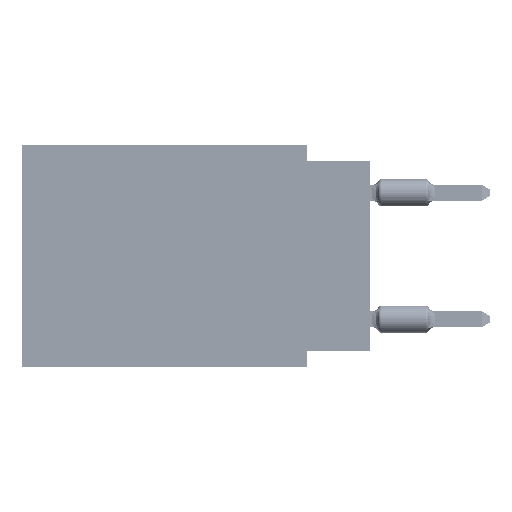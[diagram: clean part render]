
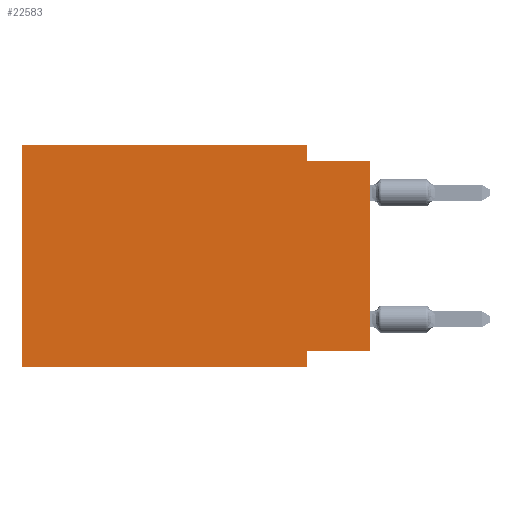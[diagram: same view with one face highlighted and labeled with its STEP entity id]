
A CAD part, left-side view. The second image highlights one B-rep face of the part: STEP entity #22583.
In plain terms, the highlighted planar face has unit normal (-1, 0, 0).
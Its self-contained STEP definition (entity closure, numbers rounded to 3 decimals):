
#1007 = LINE ( 'NONE', #8523, #61886 ) ;
#1284 = ORIENTED_EDGE ( 'NONE', *, *, #57910, .F. ) ;
#5996 = VERTEX_POINT ( 'NONE', #61394 ) ;
#6909 = DIRECTION ( 'NONE',  ( 0., 0., 1. ) ) ;
#8523 = CARTESIAN_POINT ( 'NONE',  ( 0., 13.97, -8.89 ) ) ;
#11939 = CARTESIAN_POINT ( 'NONE',  ( 0., 2.54, -8.255 ) ) ;
#12313 = DIRECTION ( 'NONE',  ( 0., -1., 0. ) ) ;
#13758 = VECTOR ( 'NONE', #6909, 1000. ) ;
#14492 = EDGE_CURVE ( 'NONE', #53640, #5996, #33516, .T. ) ;
#16129 = DIRECTION ( 'NONE',  ( 0., -1., 0. ) ) ;
#16296 = ORIENTED_EDGE ( 'NONE', *, *, #30354, .F. ) ;
#20211 = ORIENTED_EDGE ( 'NONE', *, *, #48171, .F. ) ;
#21998 = DIRECTION ( 'NONE',  ( 0., 0., -1. ) ) ;
#22395 = CARTESIAN_POINT ( 'NONE',  ( 0., 13.97, 0. ) ) ;
#22583 = ADVANCED_FACE ( 'NONE', ( #28666 ), #81447, .F. ) ;
#23349 = EDGE_CURVE ( 'NONE', #52612, #50933, #61709, .T. ) ;
#23863 = LINE ( 'NONE', #37590, #77548 ) ;
#25885 = CARTESIAN_POINT ( 'NONE',  ( 0., 2.54, 0. ) ) ;
#27134 = DIRECTION ( 'NONE',  ( 0., 0., -1. ) ) ;
#27766 = EDGE_LOOP ( 'NONE', ( #31336, #33492, #1284, #20211, #16296, #51730, #73202, #33576 ) ) ;
#28666 = FACE_OUTER_BOUND ( 'NONE', #27766, .T. ) ;
#29762 = EDGE_CURVE ( 'NONE', #65386, #5996, #56507, .T. ) ;
#30354 = EDGE_CURVE ( 'NONE', #36414, #73283, #49534, .T. ) ;
#31197 = EDGE_CURVE ( 'NONE', #36414, #50933, #1007, .T. ) ;
#31336 = ORIENTED_EDGE ( 'NONE', *, *, #14492, .T. ) ;
#32578 = AXIS2_PLACEMENT_3D ( 'NONE', #82761, #41949, #21998 ) ;
#33492 = ORIENTED_EDGE ( 'NONE', *, *, #29762, .F. ) ;
#33516 = LINE ( 'NONE', #60576, #13758 ) ;
#33576 = ORIENTED_EDGE ( 'NONE', *, *, #80720, .F. ) ;
#36414 = VERTEX_POINT ( 'NONE', #80853 ) ;
#37590 = CARTESIAN_POINT ( 'NONE',  ( 0., 0., -8.255 ) ) ;
#37914 = VERTEX_POINT ( 'NONE', #77287 ) ;
#41949 = DIRECTION ( 'NONE',  ( 1., 0., 0. ) ) ;
#42437 = DIRECTION ( 'NONE',  ( 0., 0., 1. ) ) ;
#43543 = VECTOR ( 'NONE', #61326, 1000. ) ;
#44577 = DIRECTION ( 'NONE',  ( 0., 1., 0. ) ) ;
#46123 = VECTOR ( 'NONE', #16129, 1000. ) ;
#47367 = CARTESIAN_POINT ( 'NONE',  ( 0., 2.54, -8.89 ) ) ;
#48171 = EDGE_CURVE ( 'NONE', #73283, #37914, #59353, .T. ) ;
#48839 = CARTESIAN_POINT ( 'NONE',  ( 0., 2.54, -0.635 ) ) ;
#49534 = LINE ( 'NONE', #75714, #87299 ) ;
#50933 = VERTEX_POINT ( 'NONE', #47367 ) ;
#51730 = ORIENTED_EDGE ( 'NONE', *, *, #31197, .T. ) ;
#52612 = VERTEX_POINT ( 'NONE', #11939 ) ;
#53640 = VERTEX_POINT ( 'NONE', #60362 ) ;
#56507 = LINE ( 'NONE', #83561, #46123 ) ;
#57910 = EDGE_CURVE ( 'NONE', #37914, #65386, #78672, .T. ) ;
#59353 = LINE ( 'NONE', #73077, #60297 ) ;
#60297 = VECTOR ( 'NONE', #12313, 1000. ) ;
#60362 = CARTESIAN_POINT ( 'NONE',  ( 0., 0., -8.255 ) ) ;
#60576 = CARTESIAN_POINT ( 'NONE',  ( 0., 0., 0. ) ) ;
#61326 = DIRECTION ( 'NONE',  ( 0., 0., -1. ) ) ;
#61394 = CARTESIAN_POINT ( 'NONE',  ( 0., 0., -0.635 ) ) ;
#61709 = LINE ( 'NONE', #73715, #66629 ) ;
#61886 = VECTOR ( 'NONE', #81730, 1000. ) ;
#65386 = VERTEX_POINT ( 'NONE', #48839 ) ;
#66629 = VECTOR ( 'NONE', #27134, 1000. ) ;
#73077 = CARTESIAN_POINT ( 'NONE',  ( 0., 13.97, 0. ) ) ;
#73202 = ORIENTED_EDGE ( 'NONE', *, *, #23349, .F. ) ;
#73283 = VERTEX_POINT ( 'NONE', #22395 ) ;
#73715 = CARTESIAN_POINT ( 'NONE',  ( 0., 2.54, -8.89 ) ) ;
#75714 = CARTESIAN_POINT ( 'NONE',  ( 0., 13.97, 0. ) ) ;
#77287 = CARTESIAN_POINT ( 'NONE',  ( 0., 2.54, 0. ) ) ;
#77548 = VECTOR ( 'NONE', #44577, 1000. ) ;
#78672 = LINE ( 'NONE', #25885, #43543 ) ;
#80720 = EDGE_CURVE ( 'NONE', #53640, #52612, #23863, .T. ) ;
#80853 = CARTESIAN_POINT ( 'NONE',  ( 0., 13.97, -8.89 ) ) ;
#81447 = PLANE ( 'NONE',  #32578 ) ;
#81730 = DIRECTION ( 'NONE',  ( 0., -1., 0. ) ) ;
#82761 = CARTESIAN_POINT ( 'NONE',  ( 0., 13.97, 0. ) ) ;
#83561 = CARTESIAN_POINT ( 'NONE',  ( 0., 0., -0.635 ) ) ;
#87299 = VECTOR ( 'NONE', #42437, 1000. ) ;
